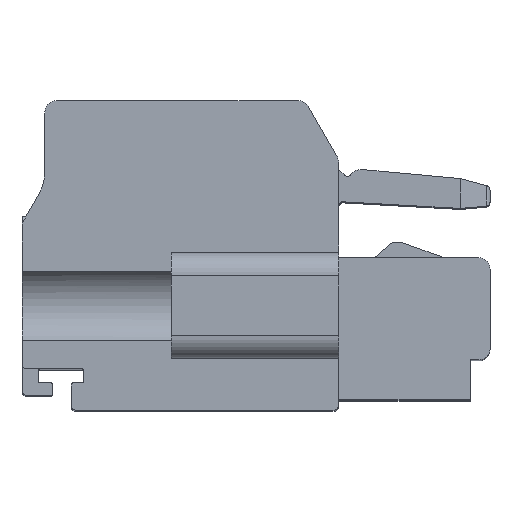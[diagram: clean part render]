
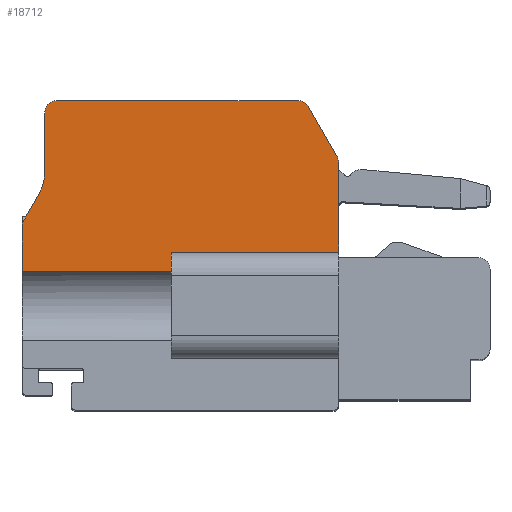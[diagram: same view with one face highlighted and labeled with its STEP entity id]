
A CAD part, top view. The second image highlights one B-rep face of the part: STEP entity #18712.
In plain terms, the highlighted planar face has unit normal (0, 0, 1).
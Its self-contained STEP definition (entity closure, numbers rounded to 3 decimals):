
#715=CIRCLE('',#19121,2.);
#731=CIRCLE('',#19153,0.4);
#758=CIRCLE('',#19212,0.5);
#759=CIRCLE('',#19215,0.5);
#760=CIRCLE('',#19217,0.5);
#4749=ORIENTED_EDGE('',*,*,#6765,.F.);
#4750=ORIENTED_EDGE('',*,*,#6766,.T.);
#4751=ORIENTED_EDGE('',*,*,#6767,.T.);
#4752=ORIENTED_EDGE('',*,*,#5796,.T.);
#4753=ORIENTED_EDGE('',*,*,#5830,.T.);
#4754=ORIENTED_EDGE('',*,*,#5832,.T.);
#4755=ORIENTED_EDGE('',*,*,#5833,.T.);
#4756=ORIENTED_EDGE('',*,*,#5735,.T.);
#4757=ORIENTED_EDGE('',*,*,#5834,.T.);
#4758=ORIENTED_EDGE('',*,*,#5498,.T.);
#4759=ORIENTED_EDGE('',*,*,#5655,.F.);
#4760=ORIENTED_EDGE('',*,*,#5679,.T.);
#4761=ORIENTED_EDGE('',*,*,#5695,.T.);
#4762=ORIENTED_EDGE('',*,*,#5594,.T.);
#5498=EDGE_CURVE('',#7361,#7360,#8439,.T.);
#5594=EDGE_CURVE('',#7455,#7454,#8496,.T.);
#5655=EDGE_CURVE('',#7503,#7360,#715,.T.);
#5679=EDGE_CURVE('',#7503,#7519,#8564,.T.);
#5695=EDGE_CURVE('',#7519,#7455,#731,.T.);
#5735=EDGE_CURVE('',#7554,#7555,#8594,.T.);
#5796=EDGE_CURVE('',#7587,#7586,#8643,.T.);
#5830=EDGE_CURVE('',#7586,#7600,#758,.T.);
#5832=EDGE_CURVE('',#7600,#7601,#8674,.T.);
#5833=EDGE_CURVE('',#7601,#7554,#759,.T.);
#5834=EDGE_CURVE('',#7555,#7361,#760,.T.);
#6765=EDGE_CURVE('',#8072,#7454,#9396,.F.);
#6766=EDGE_CURVE('',#8072,#8073,#9397,.T.);
#6767=EDGE_CURVE('',#8073,#7587,#9398,.T.);
#7360=VERTEX_POINT('',#25463);
#7361=VERTEX_POINT('',#25465);
#7454=VERTEX_POINT('',#25654);
#7455=VERTEX_POINT('',#25656);
#7503=VERTEX_POINT('',#25772);
#7519=VERTEX_POINT('',#25820);
#7554=VERTEX_POINT('',#25922);
#7555=VERTEX_POINT('',#25924);
#7586=VERTEX_POINT('',#26043);
#7587=VERTEX_POINT('',#26045);
#7600=VERTEX_POINT('',#26092);
#7601=VERTEX_POINT('',#26096);
#8072=VERTEX_POINT('',#28084);
#8073=VERTEX_POINT('',#28086);
#8439=LINE('',#25464,#9766);
#8496=LINE('',#25655,#9823);
#8564=LINE('',#25821,#9891);
#8594=LINE('',#25925,#9921);
#8643=LINE('',#26044,#9970);
#8674=LINE('',#26097,#10001);
#9396=LINE('',#28083,#10723);
#9397=LINE('',#28085,#10724);
#9398=LINE('',#28087,#10725);
#9766=VECTOR('',#20989,1000.);
#9823=VECTOR('',#21126,1000.);
#9891=VECTOR('',#21260,1000.);
#9921=VECTOR('',#21366,1000.);
#9970=VECTOR('',#21493,1000.);
#10001=VECTOR('',#21538,1000.);
#10723=VECTOR('',#23762,1000.);
#10724=VECTOR('',#23763,1000.);
#10725=VECTOR('',#23764,1000.);
#11535=EDGE_LOOP('',(#4749,#4750,#4751,#4752,#4753,#4754,#4755,#4756,#4757,
#4758,#4759,#4760,#4761,#4762));
#12356=FACE_BOUND('',#11535,.T.);
#12813=PLANE('',#19964);
#18712=ADVANCED_FACE('',(#12356),#12813,.T.);
#19121=AXIS2_PLACEMENT_3D('',#25773,#21219,#21220);
#19153=AXIS2_PLACEMENT_3D('',#25845,#21307,#21308);
#19212=AXIS2_PLACEMENT_3D('',#26093,#21533,#21534);
#19215=AXIS2_PLACEMENT_3D('',#26099,#21541,#21542);
#19217=AXIS2_PLACEMENT_3D('',#26101,#21545,#21546);
#19964=AXIS2_PLACEMENT_3D('',#28082,#23760,#23761);
#20989=DIRECTION('',(0.,-1.,0.));
#21126=DIRECTION('',(0.,-1.,0.));
#21219=DIRECTION('',(0.,0.,1.));
#21220=DIRECTION('',(1.,0.,0.));
#21260=DIRECTION('',(-0.5,-0.866,0.));
#21307=DIRECTION('',(0.,0.,1.));
#21308=DIRECTION('',(1.,0.,0.));
#21366=DIRECTION('',(-1.,0.,0.));
#21493=DIRECTION('',(0.,1.,0.));
#21533=DIRECTION('',(0.,0.,1.));
#21534=DIRECTION('',(1.,0.,0.));
#21538=DIRECTION('',(-0.5,0.866,0.));
#21541=DIRECTION('',(0.,0.,1.));
#21542=DIRECTION('',(1.,0.,0.));
#21545=DIRECTION('',(0.,0.,1.));
#21546=DIRECTION('',(1.,0.,0.));
#23760=DIRECTION('',(0.,0.,1.));
#23761=DIRECTION('',(1.,0.,0.));
#23762=DIRECTION('',(1.,0.,0.));
#23763=DIRECTION('',(0.,1.,0.));
#23764=DIRECTION('',(1.,0.,0.));
#25463=CARTESIAN_POINT('',(1.,10.418,29.45));
#25464=CARTESIAN_POINT('',(1.,13.,29.45));
#25465=CARTESIAN_POINT('',(1.,13.,29.45));
#25654=CARTESIAN_POINT('',(0.,6.047,29.45));
#25655=CARTESIAN_POINT('',(0.,8.043,29.45));
#25656=CARTESIAN_POINT('',(0.,8.043,29.45));
#25772=CARTESIAN_POINT('',(0.732,9.418,29.45));
#25773=CARTESIAN_POINT('',(-1.,10.418,29.45));
#25820=CARTESIAN_POINT('',(0.054,8.243,29.45));
#25821=CARTESIAN_POINT('',(0.732,9.418,29.45));
#25845=CARTESIAN_POINT('',(0.4,8.043,29.45));
#25922=CARTESIAN_POINT('',(12.039,13.5,29.45));
#25924=CARTESIAN_POINT('',(1.5,13.5,29.45));
#25925=CARTESIAN_POINT('',(12.039,13.5,29.45));
#26043=CARTESIAN_POINT('',(13.8,10.816,29.45));
#26044=CARTESIAN_POINT('',(13.8,0.2,29.45));
#26045=CARTESIAN_POINT('',(13.8,6.85,29.45));
#26092=CARTESIAN_POINT('',(13.733,11.066,29.45));
#26093=CARTESIAN_POINT('',(13.3,10.816,29.45));
#26096=CARTESIAN_POINT('',(12.472,13.25,29.45));
#26097=CARTESIAN_POINT('',(13.733,11.066,29.45));
#26099=CARTESIAN_POINT('',(12.039,13.,29.45));
#26101=CARTESIAN_POINT('',(1.5,13.,29.45));
#28082=CARTESIAN_POINT('',(0.2,2.,29.45));
#28083=CARTESIAN_POINT('',(0.,6.047,29.45));
#28084=CARTESIAN_POINT('',(6.5,6.047,29.45));
#28085=CARTESIAN_POINT('',(6.5,2.25,29.45));
#28086=CARTESIAN_POINT('',(6.5,6.85,29.45));
#28087=CARTESIAN_POINT('',(6.5,6.85,29.45));
